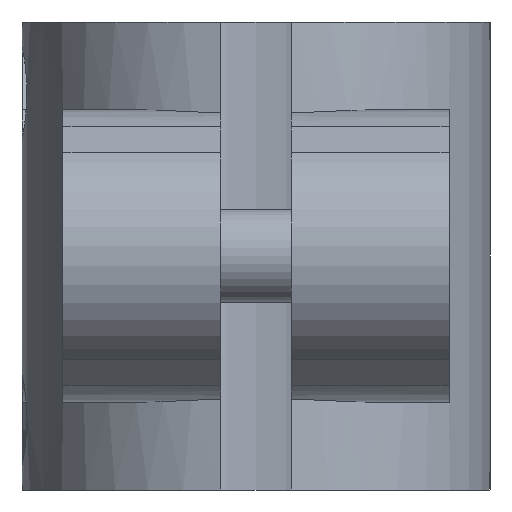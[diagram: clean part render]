
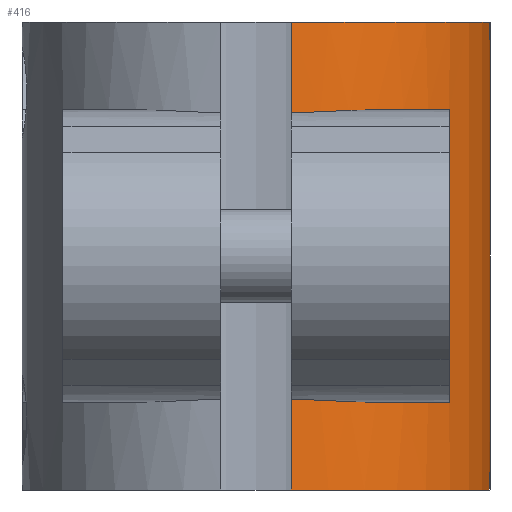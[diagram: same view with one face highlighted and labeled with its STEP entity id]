
A CAD part, left-side view. The second image highlights one B-rep face of the part: STEP entity #416.
In plain terms, the highlighted cylindrical face has radius 20 mm (diameter 40 mm), a partial arc.
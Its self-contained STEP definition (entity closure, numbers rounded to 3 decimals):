
#416 = ADVANCED_FACE( '', ( #857 ), #858, .T. );
#857 = FACE_OUTER_BOUND( '', #1344, .T. );
#858 = CYLINDRICAL_SURFACE( '', #1345, 20. );
#1344 = EDGE_LOOP( '', ( #2285, #2286, #2287, #2288, #2289, #2290, #2291, #2292, #2293, #2294, #2295, #2296, #2297, #2298 ) );
#1345 = AXIS2_PLACEMENT_3D( '', #2299, #2300, #2301 );
#2285 = ORIENTED_EDGE( '', *, *, #3164, .F. );
#2286 = ORIENTED_EDGE( '', *, *, #3080, .T. );
#2287 = ORIENTED_EDGE( '', *, *, #3122, .F. );
#2288 = ORIENTED_EDGE( '', *, *, #2944, .F. );
#2289 = ORIENTED_EDGE( '', *, *, #3165, .T. );
#2290 = ORIENTED_EDGE( '', *, *, #3071, .F. );
#2291 = ORIENTED_EDGE( '', *, *, #3134, .F. );
#2292 = ORIENTED_EDGE( '', *, *, #3112, .F. );
#2293 = ORIENTED_EDGE( '', *, *, #3166, .F. );
#2294 = ORIENTED_EDGE( '', *, *, #3167, .F. );
#2295 = ORIENTED_EDGE( '', *, *, #3032, .F. );
#2296 = ORIENTED_EDGE( '', *, *, #3168, .F. );
#2297 = ORIENTED_EDGE( '', *, *, #3169, .F. );
#2298 = ORIENTED_EDGE( '', *, *, #3059, .F. );
#2299 = CARTESIAN_POINT( '', ( 0., 0., 20. ) );
#2300 = DIRECTION( '', ( 0., 0., 1. ) );
#2301 = DIRECTION( '', ( -1., 0., 0. ) );
#2944 = EDGE_CURVE( '', #3539, #3541, #3542, .T. );
#3032 = EDGE_CURVE( '', #3675, #3677, #3678, .T. );
#3059 = EDGE_CURVE( '', #3715, #3717, #3718, .T. );
#3071 = EDGE_CURVE( '', #3735, #3737, #3738, .T. );
#3080 = EDGE_CURVE( '', #3741, #3751, #3753, .T. );
#3112 = EDGE_CURVE( '', #3795, #3797, #3798, .T. );
#3122 = EDGE_CURVE( '', #3541, #3751, #3811, .T. );
#3134 = EDGE_CURVE( '', #3797, #3735, #3825, .T. );
#3164 = EDGE_CURVE( '', #3741, #3715, #3860, .F. );
#3165 = EDGE_CURVE( '', #3539, #3737, #3861, .T. );
#3166 = EDGE_CURVE( '', #3862, #3795, #3863, .F. );
#3167 = EDGE_CURVE( '', #3677, #3862, #3864, .T. );
#3168 = EDGE_CURVE( '', #3865, #3675, #3866, .F. );
#3169 = EDGE_CURVE( '', #3717, #3865, #3867, .T. );
#3539 = VERTEX_POINT( '', #4502 );
#3541 = VERTEX_POINT( '', #4505 );
#3542 = CIRCLE( '', #4506, 20. );
#3675 = VERTEX_POINT( '', #4697 );
#3677 = VERTEX_POINT( '', #4700 );
#3678 = CIRCLE( '', #4701, 20. );
#3715 = VERTEX_POINT( '', #4801 );
#3717 = VERTEX_POINT( '', #4803 );
#3718 = B_SPLINE_CURVE_WITH_KNOTS( '', 3, ( #4804, #4805, #4806, #4807, #4808, #4809, #4810, #4811 ), .UNSPECIFIED., .F., .F., ( 4, 2, 2, 4 ), ( 0.014, 0.018, 0.019, 0.021 ), .UNSPECIFIED. );
#3735 = VERTEX_POINT( '', #4833 );
#3737 = VERTEX_POINT( '', #4836 );
#3738 = CIRCLE( '', #4837, 20. );
#3741 = VERTEX_POINT( '', #4841 );
#3751 = VERTEX_POINT( '', #4854 );
#3753 = CIRCLE( '', #4857, 20. );
#3795 = VERTEX_POINT( '', #4925 );
#3797 = VERTEX_POINT( '', #4928 );
#3798 = CIRCLE( '', #4929, 20. );
#3811 = LINE( '', #4947, #4948 );
#3825 = LINE( '', #4966, #4967 );
#3860 = LINE( '', #5084, #5085 );
#3861 = LINE( '', #5086, #5087 );
#3862 = VERTEX_POINT( '', #5088 );
#3863 = LINE( '', #5089, #5090 );
#3864 = B_SPLINE_CURVE_WITH_KNOTS( '', 3, ( #5091, #5092, #5093, #5094, #5095, #5096, #5097, #5098 ), .UNSPECIFIED., .F., .F., ( 4, 2, 2, 4 ), ( 0., 0.004, 0.006, 0.008 ), .UNSPECIFIED. );
#3865 = VERTEX_POINT( '', #5099 );
#3866 = LINE( '', #5100, #5101 );
#3867 = CIRCLE( '', #5102, 20. );
#4502 = CARTESIAN_POINT( '', ( 0., -20., -12.5 ) );
#4505 = CARTESIAN_POINT( '', ( 15.612, -12.5, -12.5 ) );
#4506 = AXIS2_PLACEMENT_3D( '', #5435, #5436, #5437 );
#4697 = CARTESIAN_POINT( '', ( -11.303, -16.5, 12.5 ) );
#4700 = CARTESIAN_POINT( '', ( -17.18, -10.24, 12.5 ) );
#4701 = AXIS2_PLACEMENT_3D( '', #5539, #5540, #5541 );
#4801 = CARTESIAN_POINT( '', ( -19.774, -3., -12.228 ) );
#4803 = CARTESIAN_POINT( '', ( -17.18, -10.24, -12.5 ) );
#4804 = CARTESIAN_POINT( '', ( -19.774, -3., -12.228 ) );
#4805 = CARTESIAN_POINT( '', ( -19.58, -4.278, -12.269 ) );
#4806 = CARTESIAN_POINT( '', ( -19.266, -5.521, -12.332 ) );
#4807 = CARTESIAN_POINT( '', ( -18.617, -7.335, -12.419 ) );
#4808 = CARTESIAN_POINT( '', ( -18.371, -7.932, -12.446 ) );
#4809 = CARTESIAN_POINT( '', ( -17.818, -9.107, -12.487 ) );
#4810 = CARTESIAN_POINT( '', ( -17.513, -9.681, -12.5 ) );
#4811 = CARTESIAN_POINT( '', ( -17.18, -10.24, -12.5 ) );
#4833 = CARTESIAN_POINT( '', ( 15.612, -12.5, 12.5 ) );
#4836 = CARTESIAN_POINT( '', ( 0., -20., 12.5 ) );
#4837 = AXIS2_PLACEMENT_3D( '', #5596, #5597, #5598 );
#4841 = CARTESIAN_POINT( '', ( -19.774, -3., -20. ) );
#4854 = CARTESIAN_POINT( '', ( 15.612, -12.5, -20. ) );
#4857 = AXIS2_PLACEMENT_3D( '', #5610, #5611, #5612 );
#4925 = CARTESIAN_POINT( '', ( -19.774, -3., 20. ) );
#4928 = CARTESIAN_POINT( '', ( 15.612, -12.5, 20. ) );
#4929 = AXIS2_PLACEMENT_3D( '', #5640, #5641, #5642 );
#4947 = CARTESIAN_POINT( '', ( 15.612, -12.5, 20. ) );
#4948 = VECTOR( '', #5654, 1000. );
#4966 = CARTESIAN_POINT( '', ( 15.612, -12.5, 20. ) );
#4967 = VECTOR( '', #5665, 1000. );
#5084 = CARTESIAN_POINT( '', ( -19.774, -3., 20. ) );
#5085 = VECTOR( '', #5686, 1000. );
#5086 = CARTESIAN_POINT( '', ( 0., -20., -12.5 ) );
#5087 = VECTOR( '', #5687, 1000. );
#5088 = CARTESIAN_POINT( '', ( -19.774, -3., 12.228 ) );
#5089 = CARTESIAN_POINT( '', ( -19.774, -3., 20. ) );
#5090 = VECTOR( '', #5688, 1000. );
#5091 = CARTESIAN_POINT( '', ( -17.18, -10.24, 12.5 ) );
#5092 = CARTESIAN_POINT( '', ( -17.846, -9.122, 12.5 ) );
#5093 = CARTESIAN_POINT( '', ( -18.393, -7.958, 12.449 ) );
#5094 = CARTESIAN_POINT( '', ( -19.043, -6.145, 12.362 ) );
#5095 = CARTESIAN_POINT( '', ( -19.231, -5.53, 12.332 ) );
#5096 = CARTESIAN_POINT( '', ( -19.549, -4.275, 12.275 ) );
#5097 = CARTESIAN_POINT( '', ( -19.677, -3.637, 12.248 ) );
#5098 = CARTESIAN_POINT( '', ( -19.774, -3., 12.228 ) );
#5099 = CARTESIAN_POINT( '', ( -11.303, -16.5, -12.5 ) );
#5100 = CARTESIAN_POINT( '', ( -11.303, -16.5, 20. ) );
#5101 = VECTOR( '', #5689, 1000. );
#5102 = AXIS2_PLACEMENT_3D( '', #5690, #5691, #5692 );
#5435 = CARTESIAN_POINT( '', ( 0., 0., -12.5 ) );
#5436 = DIRECTION( '', ( 0., 0., 1. ) );
#5437 = DIRECTION( '', ( 1., 0., 0. ) );
#5539 = CARTESIAN_POINT( '', ( 0., 0., 12.5 ) );
#5540 = DIRECTION( '', ( 0., 0., -1. ) );
#5541 = DIRECTION( '', ( -1., 0., 0. ) );
#5596 = CARTESIAN_POINT( '', ( 0., 0., 12.5 ) );
#5597 = DIRECTION( '', ( 0., 0., -1. ) );
#5598 = DIRECTION( '', ( -1., 0., 0. ) );
#5610 = CARTESIAN_POINT( '', ( 0., 0., -20. ) );
#5611 = DIRECTION( '', ( 0., 0., 1. ) );
#5612 = DIRECTION( '', ( 1., 0., 0. ) );
#5640 = CARTESIAN_POINT( '', ( 0., 0., 20. ) );
#5641 = DIRECTION( '', ( 0., 0., 1. ) );
#5642 = DIRECTION( '', ( 1., 0., 0. ) );
#5654 = DIRECTION( '', ( 0., 0., -1. ) );
#5665 = DIRECTION( '', ( 0., 0., -1. ) );
#5686 = DIRECTION( '', ( 0., 0., -1. ) );
#5687 = DIRECTION( '', ( 0., 0., 1. ) );
#5688 = DIRECTION( '', ( 0., 0., -1. ) );
#5689 = DIRECTION( '', ( 0., 0., -1. ) );
#5690 = CARTESIAN_POINT( '', ( 0., 0., -12.5 ) );
#5691 = DIRECTION( '', ( 0., 0., 1. ) );
#5692 = DIRECTION( '', ( 1., 0., 0. ) );
